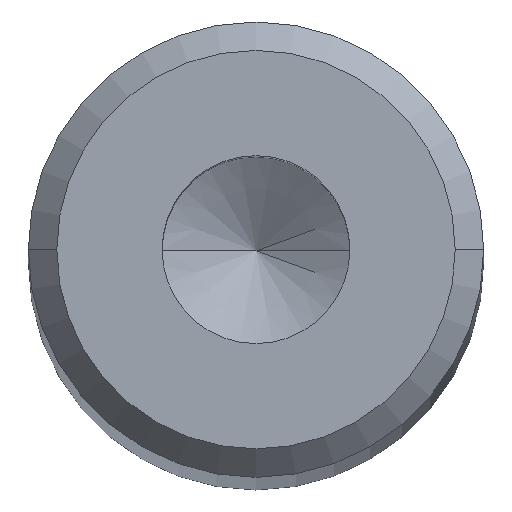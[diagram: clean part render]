
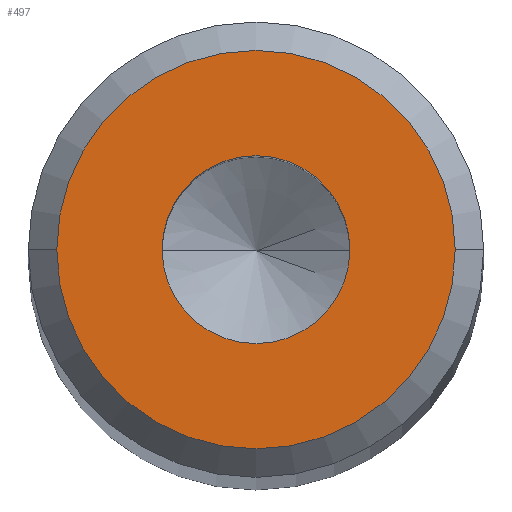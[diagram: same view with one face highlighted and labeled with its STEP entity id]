
A CAD part, top view. The second image highlights one B-rep face of the part: STEP entity #497.
In plain terms, the highlighted planar face has unit normal (0, 0, 1).
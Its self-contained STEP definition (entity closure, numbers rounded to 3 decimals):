
#4 = DIRECTION ( 'NONE',  ( 1., 0., 0. ) ) ;
#26 = EDGE_CURVE ( 'NONE', #312, #366, #150, .T. ) ;
#35 = DIRECTION ( 'NONE',  ( 1., 0., 0. ) ) ;
#51 = DIRECTION ( 'NONE',  ( 0., 0., 1. ) ) ;
#65 = EDGE_CURVE ( 'NONE', #461, #475, #172, .T. ) ;
#75 = CARTESIAN_POINT ( 'NONE',  ( 0., 0., 128. ) ) ;
#81 = CARTESIAN_POINT ( 'NONE',  ( 0., 0., 128. ) ) ;
#94 = AXIS2_PLACEMENT_3D ( 'NONE', #343, #102, #385 ) ;
#102 = DIRECTION ( 'NONE',  ( 0., 0., 1. ) ) ;
#112 = AXIS2_PLACEMENT_3D ( 'NONE', #81, #469, #164 ) ;
#118 = AXIS2_PLACEMENT_3D ( 'NONE', #75, #371, #35 ) ;
#143 = CARTESIAN_POINT ( 'NONE',  ( 3.5, 0., 128. ) ) ;
#150 = CIRCLE ( 'NONE', #112, 1.65 ) ;
#164 = DIRECTION ( 'NONE',  ( 1., 0., 0. ) ) ;
#166 = EDGE_CURVE ( 'NONE', #366, #312, #456, .T. ) ;
#172 = CIRCLE ( 'NONE', #118, 3.5 ) ;
#182 = ORIENTED_EDGE ( 'NONE', *, *, #65, .T. ) ;
#237 = AXIS2_PLACEMENT_3D ( 'NONE', #478, #266, #4 ) ;
#260 = ORIENTED_EDGE ( 'NONE', *, *, #26, .F. ) ;
#264 = CIRCLE ( 'NONE', #237, 3.5 ) ;
#266 = DIRECTION ( 'NONE',  ( 0., 0., 1. ) ) ;
#307 = EDGE_LOOP ( 'NONE', ( #260, #402 ) ) ;
#312 = VERTEX_POINT ( 'NONE', #393 ) ;
#320 = PLANE ( 'NONE',  #331 ) ;
#324 = EDGE_LOOP ( 'NONE', ( #182, #458 ) ) ;
#331 = AXIS2_PLACEMENT_3D ( 'NONE', #488, #51, #346 ) ;
#343 = CARTESIAN_POINT ( 'NONE',  ( 0., 0., 128. ) ) ;
#346 = DIRECTION ( 'NONE',  ( 1., 0., 0. ) ) ;
#352 = EDGE_CURVE ( 'NONE', #475, #461, #264, .T. ) ;
#366 = VERTEX_POINT ( 'NONE', #384 ) ;
#371 = DIRECTION ( 'NONE',  ( 0., 0., 1. ) ) ;
#384 = CARTESIAN_POINT ( 'NONE',  ( -1.65, 0., 128. ) ) ;
#385 = DIRECTION ( 'NONE',  ( 1., 0., 0. ) ) ;
#393 = CARTESIAN_POINT ( 'NONE',  ( 1.65, 0., 128. ) ) ;
#397 = FACE_BOUND ( 'NONE', #307, .T. ) ;
#402 = ORIENTED_EDGE ( 'NONE', *, *, #166, .F. ) ;
#442 = CARTESIAN_POINT ( 'NONE',  ( -3.5, 0., 128. ) ) ;
#456 = CIRCLE ( 'NONE', #94, 1.65 ) ;
#458 = ORIENTED_EDGE ( 'NONE', *, *, #352, .T. ) ;
#461 = VERTEX_POINT ( 'NONE', #442 ) ;
#469 = DIRECTION ( 'NONE',  ( 0., 0., 1. ) ) ;
#475 = VERTEX_POINT ( 'NONE', #143 ) ;
#478 = CARTESIAN_POINT ( 'NONE',  ( 0., 0., 128. ) ) ;
#488 = CARTESIAN_POINT ( 'NONE',  ( 0., 0., 128. ) ) ;
#497 = ADVANCED_FACE ( 'NONE', ( #397, #498 ), #320, .T. ) ;
#498 = FACE_OUTER_BOUND ( 'NONE', #324, .T. ) ;
